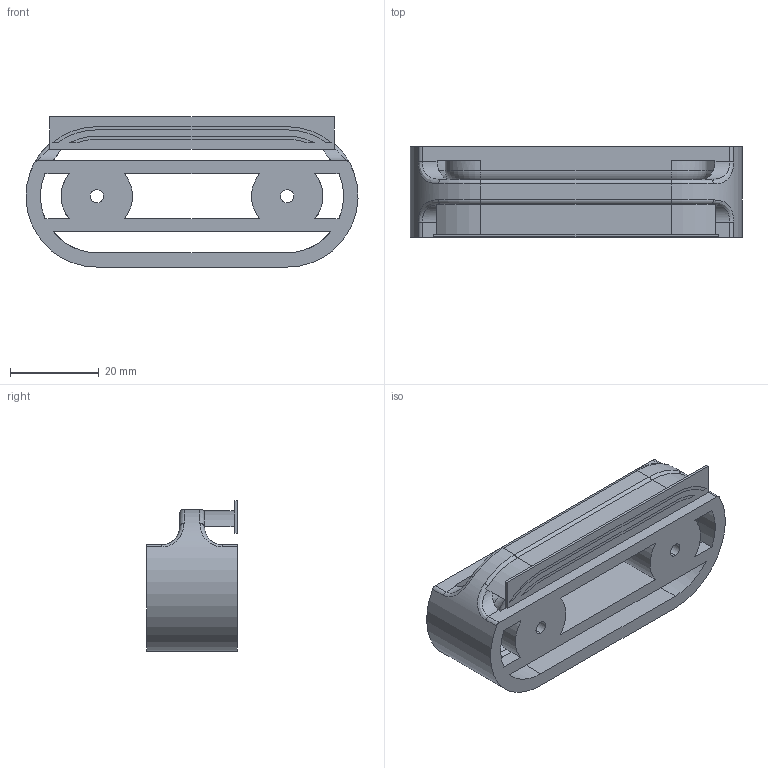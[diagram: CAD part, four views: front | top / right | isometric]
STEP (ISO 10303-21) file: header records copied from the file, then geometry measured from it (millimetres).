
FILE_DESCRIPTION (( 'STEP AP203' ), '1' );
FILE_NAME ('bearing_body.step', '2016-03-08T04:34:48', ( '' ), ( '' ), 'SwSTEP 2.0', 'SolidWorks 2015', '' );
FILE_SCHEMA (( 'CONFIG_CONTROL_DESIGN' ));
Length unit declared in the file: millimetre
Products named in the file (1): bearing_body
Bounding box: 74.99 x 20.4 x 33.92 mm (x, y, z)
Volume: 18945 mm3; surface area: 15965.1 mm2
Topology: 4 solids, 4 shells, 353 faces, 976 edges, 638 vertices
Faces by surface type: plane 178, bspline 111, cylinder 46, torus 18
Entity records: 15103 total; most frequent: CARTESIAN_POINT 6663, ORIENTED_EDGE 1952, DIRECTION 1360, EDGE_CURVE 976, VERTEX_POINT 638, VECTOR 610, LINE 610, EDGE_LOOP 382
